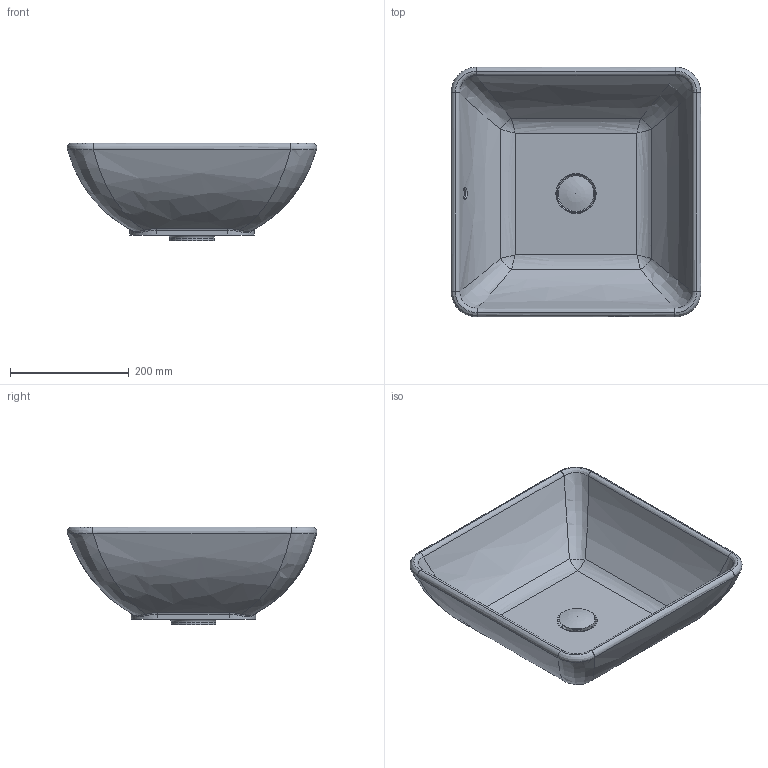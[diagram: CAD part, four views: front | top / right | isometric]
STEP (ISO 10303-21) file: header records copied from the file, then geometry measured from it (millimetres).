
FILE_DESCRIPTION((''),'2;1');
FILE_NAME('033342.stp','2009-02-09T17:07:47',('Andreas'),(''),'Autodesk Inventor 2009','Autodesk Inventor 2009','');
FILE_SCHEMA(('AUTOMOTIVE_DESIGN { 1 0 10303 214 1 1 1 1 }'));
Length unit declared in the file: millimetre
Products named in the file (4): 033342; Kelch; Stopfen
Assembly tree (3 placements, depth 2):
  033342
    033342
    Kelch
    Stopfen
Bounding box: 420.76 x 420.75 x 165 mm (x, y, z)
Volume: 4442668.9 mm3; surface area: 600534.8 mm2
Topology: 3 solids, 3 shells, 164 faces, 378 edges, 222 vertices
Faces by surface type: bspline 83, cylinder 40, plane 32, torus 6, cone 3
Full cylindrical faces by diameter (mm): 12 x2, 16.366 x1, 42 x1, 44 x1, 52 x1, 60 x1, 75 x1
Entity records: 13152 total; most frequent: CARTESIAN_POINT 9839, ORIENTED_EDGE 712, DIRECTION 556, EDGE_CURVE 356, AXIS2_PLACEMENT_3D 234, VERTEX_POINT 219, EDGE_LOOP 189, FACE_OUTER_BOUND 164
